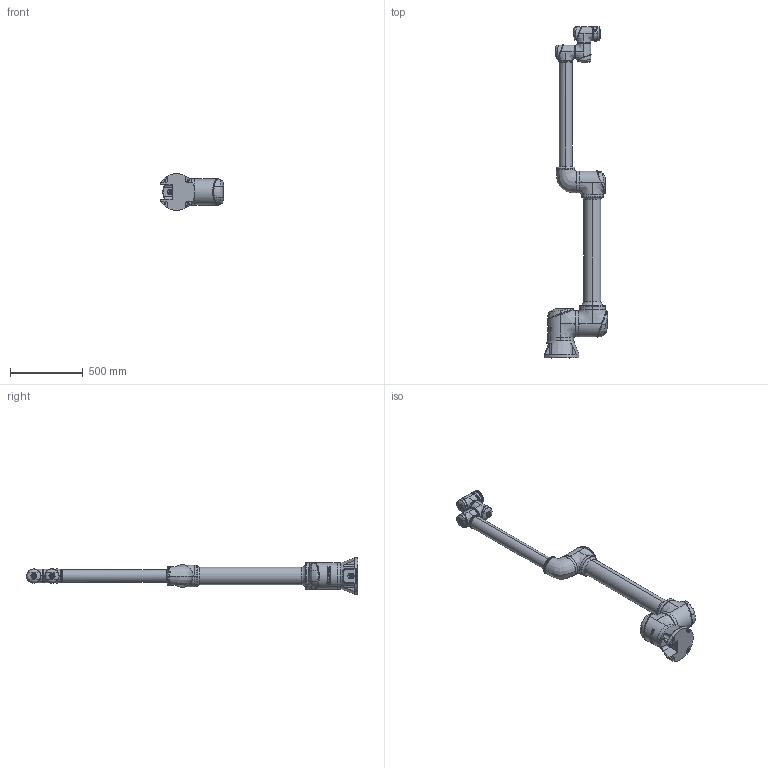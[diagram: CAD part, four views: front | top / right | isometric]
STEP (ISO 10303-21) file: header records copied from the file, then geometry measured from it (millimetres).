
FILE_DESCRIPTION (( 'STEP AP214' ), '1' );
FILE_NAME ('X16-2000.STEP', '2024-02-29T10:12:45', ( '' ), ( '' ), 'SwSTEP 2.0', 'SolidWorks 2018', '' );
FILE_SCHEMA (( 'AUTOMOTIVE_DESIGN' ));
Length unit declared in the file: millimetre
Products named in the file (9): GCR16-J0_1(2)^X16-2000(2)_X16-2000; X16-2000(2)^X16-2000; X16-2000; GCR16-J3_1(2)^X16-2000(2)_X16-2000; GCR16-J2_1(2)^X16-2000(2)_X16-2000; GCR16-J5_1(2)^X16-2000(2)_X16-2000; GCR16-J4_1(2)^X16-2000(2)_X16-2000; GCR16-J1_1(2)^X16-2000(2)_X16-2000; GCR16-J6_1(2)^X16-2000(2)_X16-2000
Assembly tree (8 placements, depth 3):
  X16-2000
    X16-2000(2)^X16-2000
      GCR16-J0_1(2)^X16-2000(2)_X16-2000
      GCR16-J1_1(2)^X16-2000(2)_X16-2000
      GCR16-J2_1(2)^X16-2000(2)_X16-2000
      GCR16-J3_1(2)^X16-2000(2)_X16-2000
      GCR16-J4_1(2)^X16-2000(2)_X16-2000
      GCR16-J5_1(2)^X16-2000(2)_X16-2000
      GCR16-J6_1(2)^X16-2000(2)_X16-2000
Bounding box: 439.77 x 2288 x 252 mm (x, y, z)
Volume: 28620785.4 mm3; surface area: 2137530.9 mm2
Topology: 31 solids, 48 shells, 2600 faces, 6480 edges, 4160 vertices
Faces by surface type: plane 1076, cylinder 908, bspline 264, torus 167, cone 151, sphere 34
Entity records: 178545 total; most frequent: CARTESIAN_POINT 117628, ORIENTED_EDGE 12817, DIRECTION 11509, EDGE_CURVE 6416, AXIS2_PLACEMENT_3D 4254, VERTEX_POINT 4145, VECTOR 3001, LINE 3001
